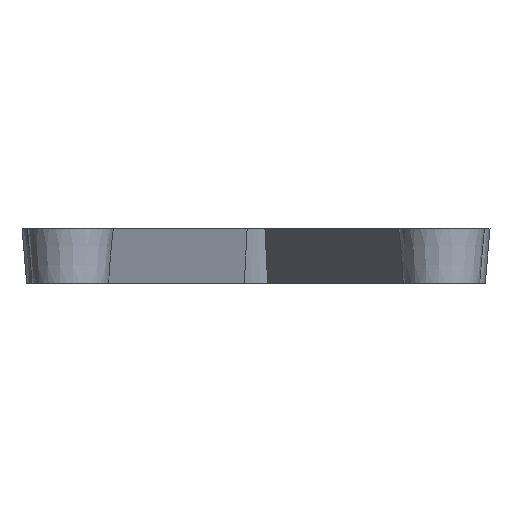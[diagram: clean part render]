
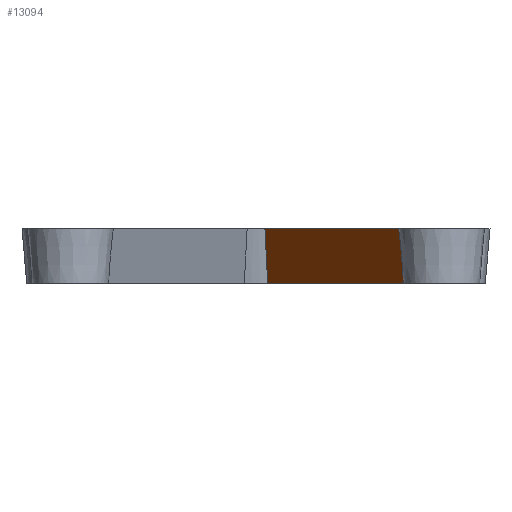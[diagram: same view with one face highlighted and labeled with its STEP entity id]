
A CAD part, left-side view. The second image highlights one B-rep face of the part: STEP entity #13094.
In plain terms, the highlighted planar face has unit normal (-0.425, 0.901, -0.087).
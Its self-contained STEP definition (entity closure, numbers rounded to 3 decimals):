
#195=(
BOUNDED_CURVE()
B_SPLINE_CURVE(2,(#28971,#28972,#28973),.UNSPECIFIED.,.F.,.F.)
B_SPLINE_CURVE_WITH_KNOTS((3,3),(-1.054,-0.1),
 .UNSPECIFIED.)
CURVE()
GEOMETRIC_REPRESENTATION_ITEM()
RATIONAL_B_SPLINE_CURVE((1.,1.,1.))
REPRESENTATION_ITEM('')
);
#196=(
BOUNDED_CURVE()
B_SPLINE_CURVE(2,(#28975,#28976,#28977),.UNSPECIFIED.,.F.,.F.)
B_SPLINE_CURVE_WITH_KNOTS((3,3),(-1.054,-0.098),
 .UNSPECIFIED.)
CURVE()
GEOMETRIC_REPRESENTATION_ITEM()
RATIONAL_B_SPLINE_CURVE((1.,1.,1.))
REPRESENTATION_ITEM('')
);
#300=PLANE('',#13272);
#1037=FACE_OUTER_BOUND('',#1858,.T.);
#1858=EDGE_LOOP('',(#11693,#11694,#11695,#11696));
#2521=LINE('',#28899,#3185);
#2530=LINE('',#28943,#3194);
#3185=VECTOR('',#14202,10.);
#3194=VECTOR('',#14239,10.);
#5746=VERTEX_POINT('',#28896);
#5747=VERTEX_POINT('',#28898);
#5764=VERTEX_POINT('',#28940);
#5765=VERTEX_POINT('',#28942);
#7718=EDGE_CURVE('',#5746,#5747,#2521,.T.);
#7740=EDGE_CURVE('',#5765,#5764,#2530,.T.);
#7751=EDGE_CURVE('',#5747,#5764,#195,.T.);
#7752=EDGE_CURVE('',#5746,#5765,#196,.T.);
#11693=ORIENTED_EDGE('',*,*,#7740,.T.);
#11694=ORIENTED_EDGE('',*,*,#7751,.F.);
#11695=ORIENTED_EDGE('',*,*,#7718,.F.);
#11696=ORIENTED_EDGE('',*,*,#7752,.T.);
#13094=ADVANCED_FACE('',(#1037),#300,.T.);
#13272=AXIS2_PLACEMENT_3D('',#28974,#14257,#14258);
#14202=DIRECTION('',(-0.905,-0.426,0.));
#14239=DIRECTION('',(-0.905,-0.426,0.));
#14257=DIRECTION('center_axis',(-0.425,0.901,-0.087));
#14258=DIRECTION('ref_axis',(0.905,0.426,0.));
#28896=CARTESIAN_POINT('',(70.039,65.76,0.));
#28898=CARTESIAN_POINT('',(18.48,41.46,0.));
#28899=CARTESIAN_POINT('',(155.027,105.817,0.));
#28940=CARTESIAN_POINT('',(18.447,40.525,-9.5));
#28942=CARTESIAN_POINT('',(70.943,65.268,-9.5));
#28943=CARTESIAN_POINT('',(155.382,105.065,-9.5));
#28971=CARTESIAN_POINT('Ctrl Pts',(18.48,41.46,0.));
#28972=CARTESIAN_POINT('Ctrl Pts',(18.47,40.978,-4.927));
#28973=CARTESIAN_POINT('Ctrl Pts',(18.447,40.525,-9.5));
#28974=CARTESIAN_POINT('Origin',(70.039,65.76,0.));
#28975=CARTESIAN_POINT('Ctrl Pts',(70.039,65.76,0.));
#28976=CARTESIAN_POINT('Ctrl Pts',(70.495,65.505,-4.862));
#28977=CARTESIAN_POINT('Ctrl Pts',(70.943,65.268,-9.5));
